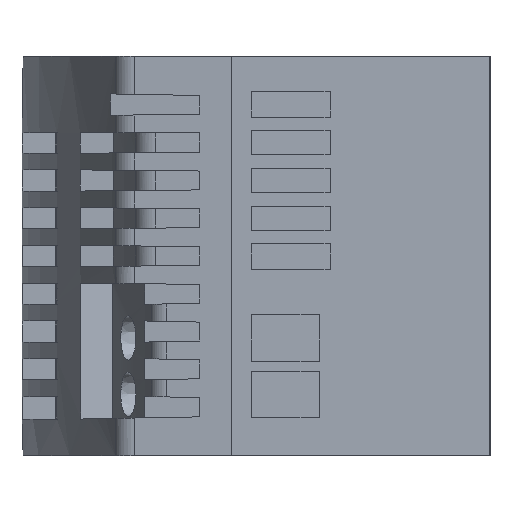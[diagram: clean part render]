
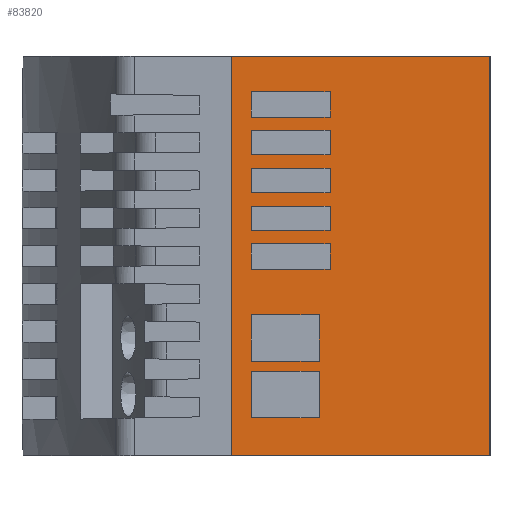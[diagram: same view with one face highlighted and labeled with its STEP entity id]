
A CAD part, left-side view. The second image highlights one B-rep face of the part: STEP entity #83820.
In plain terms, the highlighted planar face has unit normal (-1, 0, 0).
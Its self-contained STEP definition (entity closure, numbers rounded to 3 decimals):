
#4430=CARTESIAN_POINT('',(-45.,23.25,18.));
#4440=VERTEX_POINT('',#4430);
#4470=CARTESIAN_POINT('',(-45.,23.25,-21.));
#4480=DIRECTION('',(0.,0.,1.));
#4490=VECTOR('',#4480,1.);
#4500=LINE('',#4470,#4490);
#4510=CARTESIAN_POINT('',(-45.,23.25,-18.));
#4520=VERTEX_POINT('',#4510);
#4530=EDGE_CURVE('',#4520,#4440,#4500,.T.);
#74770=CARTESIAN_POINT('',(-45.,0.,-18.));
#74780=DIRECTION('',(0.,1.,0.));
#74790=VECTOR('',#74780,1.);
#74800=LINE('',#74770,#74790);
#74810=CARTESIAN_POINT('',(-45.,0.,-18.));
#74820=VERTEX_POINT('',#74810);
#74830=EDGE_CURVE('',#74820,#4520,#74800,.T.);
#76960=CARTESIAN_POINT('',(-45.,0.,18.));
#76970=VERTEX_POINT('',#76960);
#77000=CARTESIAN_POINT('',(-45.,0.,18.));
#77010=DIRECTION('',(0.,1.,0.));
#77020=VECTOR('',#77010,1.);
#77030=LINE('',#77000,#77020);
#77040=EDGE_CURVE('',#76970,#4440,#77030,.T.);
#81280=CARTESIAN_POINT('',(-45.,0.,-18.));
#81290=DIRECTION('',(-1.,0.,0.));
#81300=DIRECTION('',(0.,-1.,0.));
#81310=AXIS2_PLACEMENT_3D('',#81280,#81290,#81300);
#81320=PLANE('',#81310);
#81330=ORIENTED_EDGE('',*,*,#4530,.F.);
#81340=ORIENTED_EDGE('',*,*,#77040,.T.);
#81350=CARTESIAN_POINT('',(-45.,0.,0.));
#81360=DIRECTION('',(0.,0.,1.));
#81370=VECTOR('',#81360,1.);
#81380=LINE('',#81350,#81370);
#81390=EDGE_CURVE('',#74820,#76970,#81380,.T.);
#81400=ORIENTED_EDGE('',*,*,#81390,.T.);
#81410=ORIENTED_EDGE('',*,*,#74830,.F.);
#81420=EDGE_LOOP('',(#81410,#81400,#81340,#81330));
#81430=FACE_OUTER_BOUND('',#81420,.T.);
#81440=CARTESIAN_POINT('',(-45.,21.475,0.));
#81450=DIRECTION('',(0.,0.,-1.));
#81460=VECTOR('',#81450,1.);
#81470=LINE('',#81440,#81460);
#81480=CARTESIAN_POINT('',(-45.,21.475,14.8));
#81490=VERTEX_POINT('',#81480);
#81500=CARTESIAN_POINT('',(-45.,21.475,12.5));
#81510=VERTEX_POINT('',#81500);
#81520=EDGE_CURVE('',#81490,#81510,#81470,.T.);
#81530=ORIENTED_EDGE('',*,*,#81520,.F.);
#81540=CARTESIAN_POINT('',(-45.,0.,12.5));
#81550=DIRECTION('',(0.,-1.,0.));
#81560=VECTOR('',#81550,1.);
#81570=LINE('',#81540,#81560);
#81580=CARTESIAN_POINT('',(-45.,14.4,12.5));
#81590=VERTEX_POINT('',#81580);
#81600=EDGE_CURVE('',#81510,#81590,#81570,.T.);
#81610=ORIENTED_EDGE('',*,*,#81600,.F.);
#81620=CARTESIAN_POINT('',(-45.,14.4,0.));
#81630=DIRECTION('',(0.,0.,1.));
#81640=VECTOR('',#81630,1.);
#81650=LINE('',#81620,#81640);
#81660=CARTESIAN_POINT('',(-45.,14.4,14.8));
#81670=VERTEX_POINT('',#81660);
#81680=EDGE_CURVE('',#81590,#81670,#81650,.T.);
#81690=ORIENTED_EDGE('',*,*,#81680,.F.);
#81700=CARTESIAN_POINT('',(-45.,0.,14.8));
#81710=DIRECTION('',(0.,1.,0.));
#81720=VECTOR('',#81710,1.);
#81730=LINE('',#81700,#81720);
#81740=EDGE_CURVE('',#81670,#81490,#81730,.T.);
#81750=ORIENTED_EDGE('',*,*,#81740,.F.);
#81760=EDGE_LOOP('',(#81750,#81690,#81610,#81530));
#81770=FACE_BOUND('',#81760,.T.);
#81780=CARTESIAN_POINT('',(-45.,21.475,0.));
#81790=DIRECTION('',(0.,0.,-1.));
#81800=VECTOR('',#81790,1.);
#81810=LINE('',#81780,#81800);
#81820=CARTESIAN_POINT('',(-45.,21.475,-10.36));
#81830=VERTEX_POINT('',#81820);
#81840=CARTESIAN_POINT('',(-45.,21.475,-14.56));
#81850=VERTEX_POINT('',#81840);
#81860=EDGE_CURVE('',#81830,#81850,#81810,.T.);
#81870=ORIENTED_EDGE('',*,*,#81860,.F.);
#81880=CARTESIAN_POINT('',(-45.,0.,-14.56));
#81890=DIRECTION('',(0.,-1.,0.));
#81900=VECTOR('',#81890,1.);
#81910=LINE('',#81880,#81900);
#81920=CARTESIAN_POINT('',(-45.,15.375,-14.56));
#81930=VERTEX_POINT('',#81920);
#81940=EDGE_CURVE('',#81850,#81930,#81910,.T.);
#81950=ORIENTED_EDGE('',*,*,#81940,.F.);
#81960=CARTESIAN_POINT('',(-45.,15.375,0.));
#81970=DIRECTION('',(0.,0.,1.));
#81980=VECTOR('',#81970,1.);
#81990=LINE('',#81960,#81980);
#82000=CARTESIAN_POINT('',(-45.,15.375,-10.36));
#82010=VERTEX_POINT('',#82000);
#82020=EDGE_CURVE('',#81930,#82010,#81990,.T.);
#82030=ORIENTED_EDGE('',*,*,#82020,.F.);
#82040=CARTESIAN_POINT('',(-45.,0.,-10.36));
#82050=DIRECTION('',(0.,1.,0.));
#82060=VECTOR('',#82050,1.);
#82070=LINE('',#82040,#82060);
#82080=EDGE_CURVE('',#82010,#81830,#82070,.T.);
#82090=ORIENTED_EDGE('',*,*,#82080,.F.);
#82100=EDGE_LOOP('',(#82090,#82030,#81950,#81870));
#82110=FACE_BOUND('',#82100,.T.);
#82120=CARTESIAN_POINT('',(-45.,0.,1.1));
#82130=DIRECTION('',(0.,1.,0.));
#82140=VECTOR('',#82130,1.);
#82150=LINE('',#82120,#82140);
#82160=CARTESIAN_POINT('',(-45.,14.4,1.1));
#82170=VERTEX_POINT('',#82160);
#82180=CARTESIAN_POINT('',(-45.,21.475,1.1));
#82190=VERTEX_POINT('',#82180);
#82200=EDGE_CURVE('',#82170,#82190,#82150,.T.);
#82210=ORIENTED_EDGE('',*,*,#82200,.F.);
#82220=CARTESIAN_POINT('',(-45.,21.475,0.));
#82230=DIRECTION('',(0.,0.,-1.));
#82240=VECTOR('',#82230,1.);
#82250=LINE('',#82220,#82240);
#82260=CARTESIAN_POINT('',(-45.,21.475,-1.2));
#82270=VERTEX_POINT('',#82260);
#82280=EDGE_CURVE('',#82190,#82270,#82250,.T.);
#82290=ORIENTED_EDGE('',*,*,#82280,.F.);
#82300=CARTESIAN_POINT('',(-45.,0.,-1.2));
#82310=DIRECTION('',(0.,-1.,0.));
#82320=VECTOR('',#82310,1.);
#82330=LINE('',#82300,#82320);
#82340=CARTESIAN_POINT('',(-45.,14.4,-1.2));
#82350=VERTEX_POINT('',#82340);
#82360=EDGE_CURVE('',#82270,#82350,#82330,.T.);
#82370=ORIENTED_EDGE('',*,*,#82360,.F.);
#82380=CARTESIAN_POINT('',(-45.,14.4,0.));
#82390=DIRECTION('',(0.,0.,1.));
#82400=VECTOR('',#82390,1.);
#82410=LINE('',#82380,#82400);
#82420=EDGE_CURVE('',#82350,#82170,#82410,.T.);
#82430=ORIENTED_EDGE('',*,*,#82420,.F.);
#82440=EDGE_LOOP('',(#82430,#82370,#82290,#82210));
#82450=FACE_BOUND('',#82440,.T.);
#82460=CARTESIAN_POINT('',(-45.,21.475,0.));
#82470=DIRECTION('',(0.,0.,-1.));
#82480=VECTOR('',#82470,1.);
#82490=LINE('',#82460,#82480);
#82500=CARTESIAN_POINT('',(-45.,21.475,7.9));
#82510=VERTEX_POINT('',#82500);
#82520=CARTESIAN_POINT('',(-45.,21.475,5.7));
#82530=VERTEX_POINT('',#82520);
#82540=EDGE_CURVE('',#82510,#82530,#82490,.T.);
#82550=ORIENTED_EDGE('',*,*,#82540,.F.);
#82560=CARTESIAN_POINT('',(-45.,0.,5.7));
#82570=DIRECTION('',(0.,-1.,0.));
#82580=VECTOR('',#82570,1.);
#82590=LINE('',#82560,#82580);
#82600=CARTESIAN_POINT('',(-45.,14.4,5.7));
#82610=VERTEX_POINT('',#82600);
#82620=EDGE_CURVE('',#82530,#82610,#82590,.T.);
#82630=ORIENTED_EDGE('',*,*,#82620,.F.);
#82640=CARTESIAN_POINT('',(-45.,14.4,0.));
#82650=DIRECTION('',(0.,0.,1.));
#82660=VECTOR('',#82650,1.);
#82670=LINE('',#82640,#82660);
#82680=CARTESIAN_POINT('',(-45.,14.4,7.9));
#82690=VERTEX_POINT('',#82680);
#82700=EDGE_CURVE('',#82610,#82690,#82670,.T.);
#82710=ORIENTED_EDGE('',*,*,#82700,.F.);
#82720=CARTESIAN_POINT('',(-45.,0.,7.9));
#82730=DIRECTION('',(0.,1.,0.));
#82740=VECTOR('',#82730,1.);
#82750=LINE('',#82720,#82740);
#82760=EDGE_CURVE('',#82690,#82510,#82750,.T.);
#82770=ORIENTED_EDGE('',*,*,#82760,.F.);
#82780=EDGE_LOOP('',(#82770,#82710,#82630,#82550));
#82790=FACE_BOUND('',#82780,.T.);
#82800=CARTESIAN_POINT('',(-45.,0.,-9.48));
#82810=DIRECTION('',(0.,-1.,0.));
#82820=VECTOR('',#82810,1.);
#82830=LINE('',#82800,#82820);
#82840=CARTESIAN_POINT('',(-45.,21.475,-9.48));
#82850=VERTEX_POINT('',#82840);
#82860=CARTESIAN_POINT('',(-45.,15.375,-9.48));
#82870=VERTEX_POINT('',#82860);
#82880=EDGE_CURVE('',#82850,#82870,#82830,.T.);
#82890=ORIENTED_EDGE('',*,*,#82880,.F.);
#82900=CARTESIAN_POINT('',(-45.,15.375,0.));
#82910=DIRECTION('',(0.,0.,1.));
#82920=VECTOR('',#82910,1.);
#82930=LINE('',#82900,#82920);
#82940=CARTESIAN_POINT('',(-45.,15.375,-5.28));
#82950=VERTEX_POINT('',#82940);
#82960=EDGE_CURVE('',#82870,#82950,#82930,.T.);
#82970=ORIENTED_EDGE('',*,*,#82960,.F.);
#82980=CARTESIAN_POINT('',(-45.,0.,-5.28));
#82990=DIRECTION('',(0.,1.,0.));
#83000=VECTOR('',#82990,1.);
#83010=LINE('',#82980,#83000);
#83020=CARTESIAN_POINT('',(-45.,21.475,-5.28));
#83030=VERTEX_POINT('',#83020);
#83040=EDGE_CURVE('',#82950,#83030,#83010,.T.);
#83050=ORIENTED_EDGE('',*,*,#83040,.F.);
#83060=CARTESIAN_POINT('',(-45.,21.475,0.));
#83070=DIRECTION('',(0.,0.,-1.));
#83080=VECTOR('',#83070,1.);
#83090=LINE('',#83060,#83080);
#83100=EDGE_CURVE('',#83030,#82850,#83090,.T.);
#83110=ORIENTED_EDGE('',*,*,#83100,.F.);
#83120=EDGE_LOOP('',(#83110,#83050,#82970,#82890));
#83130=FACE_BOUND('',#83120,.T.);
#83140=CARTESIAN_POINT('',(-45.,21.475,0.));
#83150=DIRECTION('',(0.,0.,-1.));
#83160=VECTOR('',#83150,1.);
#83170=LINE('',#83140,#83160);
#83180=CARTESIAN_POINT('',(-45.,21.475,11.3));
#83190=VERTEX_POINT('',#83180);
#83200=CARTESIAN_POINT('',(-45.,21.475,9.1));
#83210=VERTEX_POINT('',#83200);
#83220=EDGE_CURVE('',#83190,#83210,#83170,.T.);
#83230=ORIENTED_EDGE('',*,*,#83220,.F.);
#83240=CARTESIAN_POINT('',(-45.,0.,9.1));
#83250=DIRECTION('',(0.,-1.,0.));
#83260=VECTOR('',#83250,1.);
#83270=LINE('',#83240,#83260);
#83280=CARTESIAN_POINT('',(-45.,14.4,9.1));
#83290=VERTEX_POINT('',#83280);
#83300=EDGE_CURVE('',#83210,#83290,#83270,.T.);
#83310=ORIENTED_EDGE('',*,*,#83300,.F.);
#83320=CARTESIAN_POINT('',(-45.,14.4,0.));
#83330=DIRECTION('',(0.,0.,1.));
#83340=VECTOR('',#83330,1.);
#83350=LINE('',#83320,#83340);
#83360=CARTESIAN_POINT('',(-45.,14.4,11.3));
#83370=VERTEX_POINT('',#83360);
#83380=EDGE_CURVE('',#83290,#83370,#83350,.T.);
#83390=ORIENTED_EDGE('',*,*,#83380,.F.);
#83400=CARTESIAN_POINT('',(-45.,0.,11.3));
#83410=DIRECTION('',(0.,1.,0.));
#83420=VECTOR('',#83410,1.);
#83430=LINE('',#83400,#83420);
#83440=EDGE_CURVE('',#83370,#83190,#83430,.T.);
#83450=ORIENTED_EDGE('',*,*,#83440,.F.);
#83460=EDGE_LOOP('',(#83450,#83390,#83310,#83230));
#83470=FACE_BOUND('',#83460,.T.);
#83480=CARTESIAN_POINT('',(-45.,0.,2.3));
#83490=DIRECTION('',(0.,-1.,0.));
#83500=VECTOR('',#83490,1.);
#83510=LINE('',#83480,#83500);
#83520=CARTESIAN_POINT('',(-45.,21.475,2.3));
#83530=VERTEX_POINT('',#83520);
#83540=CARTESIAN_POINT('',(-45.,14.4,2.3));
#83550=VERTEX_POINT('',#83540);
#83560=EDGE_CURVE('',#83530,#83550,#83510,.T.);
#83570=ORIENTED_EDGE('',*,*,#83560,.F.);
#83580=CARTESIAN_POINT('',(-45.,14.4,0.));
#83590=DIRECTION('',(0.,0.,1.));
#83600=VECTOR('',#83590,1.);
#83610=LINE('',#83580,#83600);
#83620=CARTESIAN_POINT('',(-45.,14.4,4.5));
#83630=VERTEX_POINT('',#83620);
#83640=EDGE_CURVE('',#83550,#83630,#83610,.T.);
#83650=ORIENTED_EDGE('',*,*,#83640,.F.);
#83660=CARTESIAN_POINT('',(-45.,0.,4.5));
#83670=DIRECTION('',(0.,1.,0.));
#83680=VECTOR('',#83670,1.);
#83690=LINE('',#83660,#83680);
#83700=CARTESIAN_POINT('',(-45.,21.475,4.5));
#83710=VERTEX_POINT('',#83700);
#83720=EDGE_CURVE('',#83630,#83710,#83690,.T.);
#83730=ORIENTED_EDGE('',*,*,#83720,.F.);
#83740=CARTESIAN_POINT('',(-45.,21.475,0.));
#83750=DIRECTION('',(0.,0.,-1.));
#83760=VECTOR('',#83750,1.);
#83770=LINE('',#83740,#83760);
#83780=EDGE_CURVE('',#83710,#83530,#83770,.T.);
#83790=ORIENTED_EDGE('',*,*,#83780,.F.);
#83800=EDGE_LOOP('',(#83790,#83730,#83650,#83570));
#83810=FACE_BOUND('',#83800,.T.);
#83820=ADVANCED_FACE('',(#81430,#81770,#82110,#82450,#82790,#83130,
#83470,#83810),#81320,.T.);
